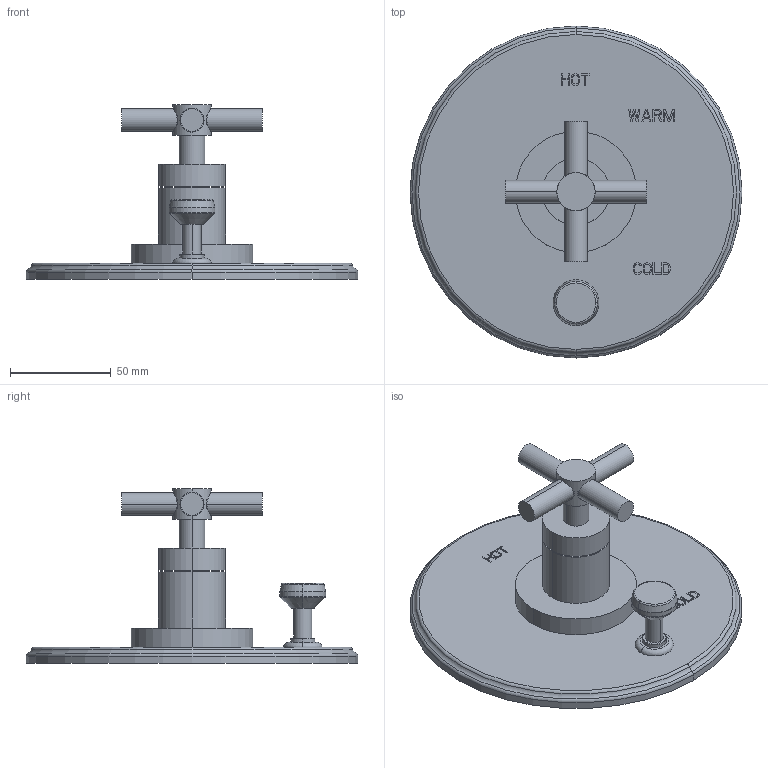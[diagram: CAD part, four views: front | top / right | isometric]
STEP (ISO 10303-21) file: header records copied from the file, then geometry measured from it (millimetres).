
FILE_DESCRIPTION((''),'2;1');
FILE_NAME('5-992BP','2021-06-07T14:46:10',('jinson.thomas'),(''),'CREO PARAMETRIC BY PTC INC, 2018400','CREO PARAMETRIC BY PTC INC, 2018400','');
FILE_SCHEMA(('CONFIG_CONTROL_DESIGN'));
Length unit declared in the file: inch
Products named in the file (1): 5-992BP
Bounding box: 165.1 x 165.1 x 86.77 mm (x, y, z)
Volume: 250114 mm3; surface area: 61109.1 mm2
Topology: 1 solids, 1 shells, 335 faces, 885 edges, 584 vertices
Faces by surface type: plane 279, cylinder 36, torus 16, cone 4
Entity records: 10549 total; most frequent: CARTESIAN_POINT 2120, ORIENTED_EDGE 1770, DIRECTION 1645, EDGE_CURVE 885, VECTOR 771, LINE 771, VERTEX_POINT 584, AXIS2_PLACEMENT_3D 437
